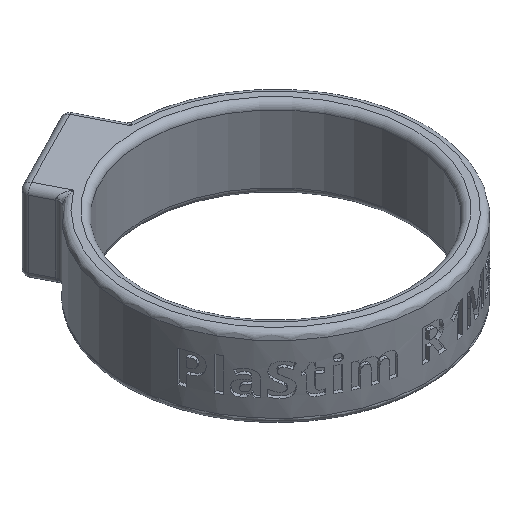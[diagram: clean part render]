
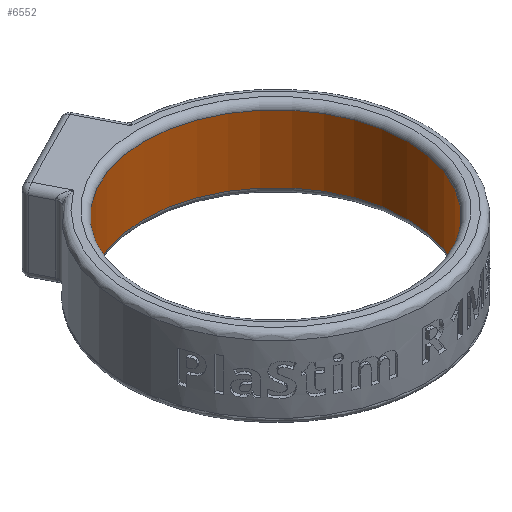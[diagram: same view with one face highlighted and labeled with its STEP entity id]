
A CAD part, isometric view. The second image highlights one B-rep face of the part: STEP entity #6552.
In plain terms, the highlighted cylindrical face has radius 19.5 mm (diameter 39 mm), a full revolution.
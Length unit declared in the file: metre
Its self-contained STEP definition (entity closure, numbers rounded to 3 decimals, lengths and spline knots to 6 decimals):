
#646=CYLINDRICAL_SURFACE('',#6974,0.0195);
#719=CIRCLE('',#6971,0.0195);
#720=CIRCLE('',#6973,0.0195);
#879=ORIENTED_EDGE('',*,*,#2946,.T.);
#880=ORIENTED_EDGE('',*,*,#2949,.F.);
#2946=EDGE_CURVE('',#3982,#3982,#719,.T.);
#2949=EDGE_CURVE('',#3984,#3984,#720,.T.);
#3982=VERTEX_POINT('',#8766);
#3984=VERTEX_POINT('',#8772);
#5541=EDGE_LOOP('',(#879));
#5542=EDGE_LOOP('',(#880));
#5975=FACE_BOUND('',#5541,.T.);
#5976=FACE_BOUND('',#5542,.T.);
#6552=ADVANCED_FACE('',(#5975,#5976),#646,.F.);
#6971=AXIS2_PLACEMENT_3D('',#8765,#7433,#7434);
#6973=AXIS2_PLACEMENT_3D('',#8771,#7439,#7440);
#6974=AXIS2_PLACEMENT_3D('',#8773,#7441,#7442);
#7433=DIRECTION('',(0.,0.,1.));
#7434=DIRECTION('',(1.,0.,0.));
#7439=DIRECTION('',(0.,0.,1.));
#7440=DIRECTION('',(1.,0.,0.));
#7441=DIRECTION('',(0.,0.,-1.));
#7442=DIRECTION('',(-1.,0.,0.));
#8765=CARTESIAN_POINT('',(0.,0.,0.005));
#8766=CARTESIAN_POINT('',(0.0195,0.,0.005));
#8771=CARTESIAN_POINT('',(0.,0.,-0.005));
#8772=CARTESIAN_POINT('',(0.0195,0.,-0.005));
#8773=CARTESIAN_POINT('',(0.,0.,0.005));
